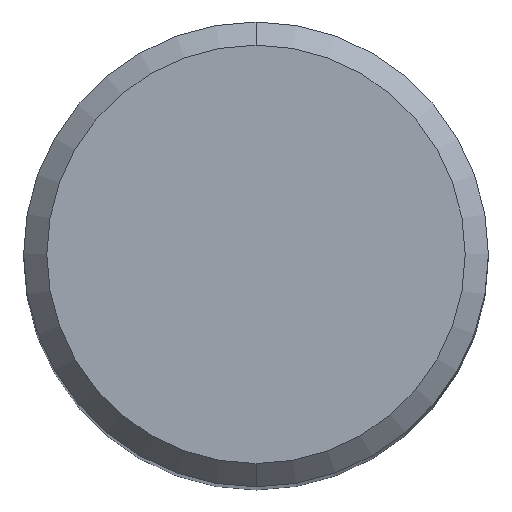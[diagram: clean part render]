
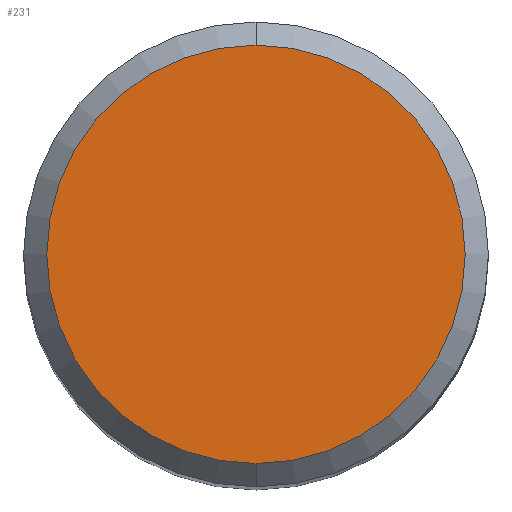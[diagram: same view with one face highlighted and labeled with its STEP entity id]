
A CAD part, top view. The second image highlights one B-rep face of the part: STEP entity #231.
In plain terms, the highlighted planar face has unit normal (0, 0, 1).
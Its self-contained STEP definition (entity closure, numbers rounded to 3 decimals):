
#207=VERTEX_POINT('',#501);
#231=ADVANCED_FACE('',(#529),#530,.T.);
#345=EDGE_CURVE('',#207,#437,#656,.T.);
#349=EDGE_CURVE('',#437,#207,#660,.T.);
#437=VERTEX_POINT('',#756);
#501=CARTESIAN_POINT('',(0.,-4.5,0.0));
#529=FACE_OUTER_BOUND('',#944,.T.);
#530=PLANE('',#945);
#656=CIRCLE('',#1188,4.5);
#660=CIRCLE('',#1193,4.5);
#756=CARTESIAN_POINT('',(0.0,4.5,0.0));
#944=EDGE_LOOP('',(#1499,#1500));
#945=AXIS2_PLACEMENT_3D('',#1501,#1502,#1503);
#1188=AXIS2_PLACEMENT_3D('',#1638,#1639,#1640);
#1193=AXIS2_PLACEMENT_3D('',#1641,#1642,#1643);
#1499=ORIENTED_EDGE('',*,*,#349,.F.);
#1500=ORIENTED_EDGE('',*,*,#345,.F.);
#1501=CARTESIAN_POINT('',(0.0,2.25,0.0));
#1502=DIRECTION('',(-0.0,0.0,1.0));
#1503=DIRECTION('',(0.0,-1.0,0.0));
#1638=CARTESIAN_POINT('',(0.0,0.0,0.0));
#1639=DIRECTION('',(0.0,0.0,-1.0));
#1640=DIRECTION('',(0.0,1.0,0.0));
#1641=CARTESIAN_POINT('',(0.0,0.0,0.0));
#1642=DIRECTION('',(0.0,0.0,-1.0));
#1643=DIRECTION('',(0.0,1.0,0.0));
